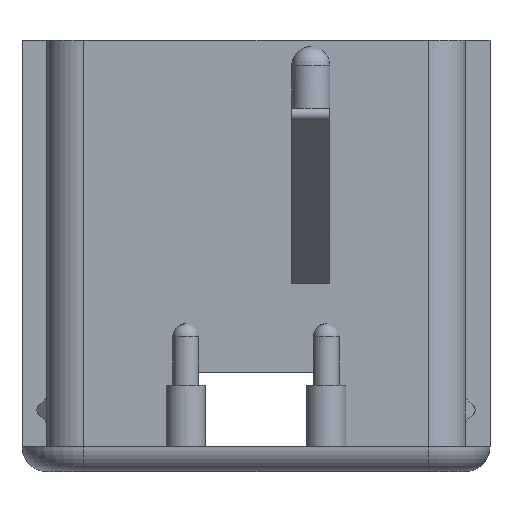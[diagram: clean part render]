
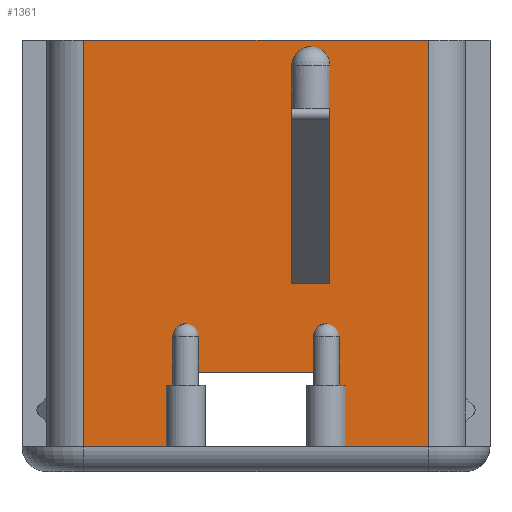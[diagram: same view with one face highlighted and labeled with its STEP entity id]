
A CAD part, front view. The second image highlights one B-rep face of the part: STEP entity #1361.
In plain terms, the highlighted planar face has unit normal (0, -1, 0).
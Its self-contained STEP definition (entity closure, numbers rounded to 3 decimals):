
#23=FACE_BOUND('',#301,.T.);
#83=CIRCLE('',#1492,0.5);
#85=CIRCLE('',#1496,0.5);
#142=PLANE('',#1526);
#214=FACE_OUTER_BOUND('',#300,.T.);
#300=EDGE_LOOP('',(#1171,#1172,#1173,#1174,#1175,#1176,#1177,#1178,#1179,
#1180));
#301=EDGE_LOOP('',(#1181,#1182,#1183,#1184));
#362=LINE('',#2143,#477);
#371=LINE('',#2179,#486);
#375=LINE('',#2186,#490);
#383=LINE('',#2257,#498);
#385=LINE('',#2260,#500);
#391=LINE('',#2276,#506);
#394=LINE('',#2286,#509);
#404=LINE('',#2318,#519);
#405=LINE('',#2320,#520);
#411=LINE('',#2353,#526);
#413=LINE('',#2359,#528);
#414=LINE('',#2360,#529);
#477=VECTOR('',#1689,10.);
#486=VECTOR('',#1716,10.);
#490=VECTOR('',#1722,10.);
#498=VECTOR('',#1808,10.);
#500=VECTOR('',#1812,10.);
#506=VECTOR('',#1826,10.);
#509=VECTOR('',#1837,10.);
#519=VECTOR('',#1875,10.);
#520=VECTOR('',#1876,10.);
#526=VECTOR('',#1914,10.);
#528=VECTOR('',#1920,10.);
#529=VECTOR('',#1921,10.);
#599=VERTEX_POINT('',#2140);
#600=VERTEX_POINT('',#2142);
#610=VERTEX_POINT('',#2176);
#611=VERTEX_POINT('',#2178);
#613=VERTEX_POINT('',#2184);
#637=VERTEX_POINT('',#2256);
#638=VERTEX_POINT('',#2262);
#643=VERTEX_POINT('',#2274);
#644=VERTEX_POINT('',#2279);
#646=VERTEX_POINT('',#2285);
#654=VERTEX_POINT('',#2316);
#655=VERTEX_POINT('',#2319);
#666=VERTEX_POINT('',#2352);
#668=VERTEX_POINT('',#2358);
#749=EDGE_CURVE('',#600,#599,#362,.T.);
#763=EDGE_CURVE('',#611,#610,#371,.T.);
#767=EDGE_CURVE('',#610,#613,#375,.T.);
#800=EDGE_CURVE('',#637,#611,#383,.T.);
#802=EDGE_CURVE('',#613,#637,#385,.T.);
#810=EDGE_CURVE('',#638,#643,#391,.T.);
#812=EDGE_CURVE('',#643,#644,#83,.T.);
#815=EDGE_CURVE('',#644,#646,#394,.T.);
#818=EDGE_CURVE('',#646,#600,#85,.T.);
#832=EDGE_CURVE('',#654,#599,#404,.T.);
#833=EDGE_CURVE('',#638,#655,#405,.T.);
#848=EDGE_CURVE('',#655,#666,#411,.T.);
#851=EDGE_CURVE('',#654,#668,#413,.T.);
#852=EDGE_CURVE('',#666,#668,#414,.T.);
#1171=ORIENTED_EDGE('',*,*,#749,.T.);
#1172=ORIENTED_EDGE('',*,*,#832,.F.);
#1173=ORIENTED_EDGE('',*,*,#851,.T.);
#1174=ORIENTED_EDGE('',*,*,#852,.F.);
#1175=ORIENTED_EDGE('',*,*,#848,.F.);
#1176=ORIENTED_EDGE('',*,*,#833,.F.);
#1177=ORIENTED_EDGE('',*,*,#810,.T.);
#1178=ORIENTED_EDGE('',*,*,#812,.T.);
#1179=ORIENTED_EDGE('',*,*,#815,.T.);
#1180=ORIENTED_EDGE('',*,*,#818,.T.);
#1181=ORIENTED_EDGE('',*,*,#767,.T.);
#1182=ORIENTED_EDGE('',*,*,#802,.T.);
#1183=ORIENTED_EDGE('',*,*,#800,.T.);
#1184=ORIENTED_EDGE('',*,*,#763,.T.);
#1361=ADVANCED_FACE('',(#214,#23),#142,.T.);
#1492=AXIS2_PLACEMENT_3D('',#2280,#1830,#1831);
#1496=AXIS2_PLACEMENT_3D('',#2291,#1842,#1843);
#1526=AXIS2_PLACEMENT_3D('',#2357,#1918,#1919);
#1689=DIRECTION('',(0.,0.,-1.));
#1716=DIRECTION('',(0.,0.,-1.));
#1722=DIRECTION('',(-1.,0.,0.));
#1808=DIRECTION('',(1.,0.,0.));
#1812=DIRECTION('',(0.,0.,1.));
#1826=DIRECTION('',(0.,0.,1.));
#1830=DIRECTION('center_axis',(0.,1.,0.));
#1831=DIRECTION('ref_axis',(-1.,0.,0.));
#1837=DIRECTION('',(1.,0.,0.));
#1842=DIRECTION('center_axis',(0.,1.,0.));
#1843=DIRECTION('ref_axis',(0.,0.,1.));
#1875=DIRECTION('',(-1.,0.,0.));
#1876=DIRECTION('',(-1.,0.,0.));
#1914=DIRECTION('',(0.,0.,1.));
#1918=DIRECTION('center_axis',(0.,-1.,0.));
#1919=DIRECTION('ref_axis',(1.,0.,0.));
#1920=DIRECTION('',(0.,0.,1.));
#1921=DIRECTION('',(1.,0.,0.));
#2140=CARTESIAN_POINT('',(6.,31.,2.));
#2142=CARTESIAN_POINT('',(6.,31.,7.5));
#2143=CARTESIAN_POINT('',(6.,31.,0.75));
#2176=CARTESIAN_POINT('',(6.,31.,15.297));
#2178=CARTESIAN_POINT('',(6.,31.,29.5));
#2179=CARTESIAN_POINT('',(6.,31.,11.199));
#2184=CARTESIAN_POINT('',(2.9,31.,15.297));
#2186=CARTESIAN_POINT('',(-4.,31.,15.297));
#2256=CARTESIAN_POINT('',(2.9,31.,29.5));
#2257=CARTESIAN_POINT('',(-4.,31.,29.5));
#2260=CARTESIAN_POINT('',(2.9,31.,11.199));
#2262=CARTESIAN_POINT('',(-6.,31.,2.));
#2274=CARTESIAN_POINT('',(-6.,31.,7.5));
#2276=CARTESIAN_POINT('',(-6.,31.,3.75));
#2279=CARTESIAN_POINT('',(-5.5,31.,8.));
#2280=CARTESIAN_POINT('Origin',(-5.5,31.,7.5));
#2285=CARTESIAN_POINT('',(5.5,31.,8.));
#2286=CARTESIAN_POINT('',(-4.25,31.,8.));
#2291=CARTESIAN_POINT('Origin',(5.5,31.,7.5));
#2316=CARTESIAN_POINT('',(14.,31.,2.));
#2318=CARTESIAN_POINT('',(-7.,31.,2.));
#2319=CARTESIAN_POINT('',(-14.,31.,2.));
#2320=CARTESIAN_POINT('',(-7.,31.,2.));
#2352=CARTESIAN_POINT('',(-14.,31.,35.));
#2353=CARTESIAN_POINT('',(-14.,31.,0.));
#2357=CARTESIAN_POINT('Origin',(-14.,31.,0.));
#2358=CARTESIAN_POINT('',(14.,31.,35.));
#2359=CARTESIAN_POINT('',(14.,31.,0.));
#2360=CARTESIAN_POINT('',(14.,31.,35.));
